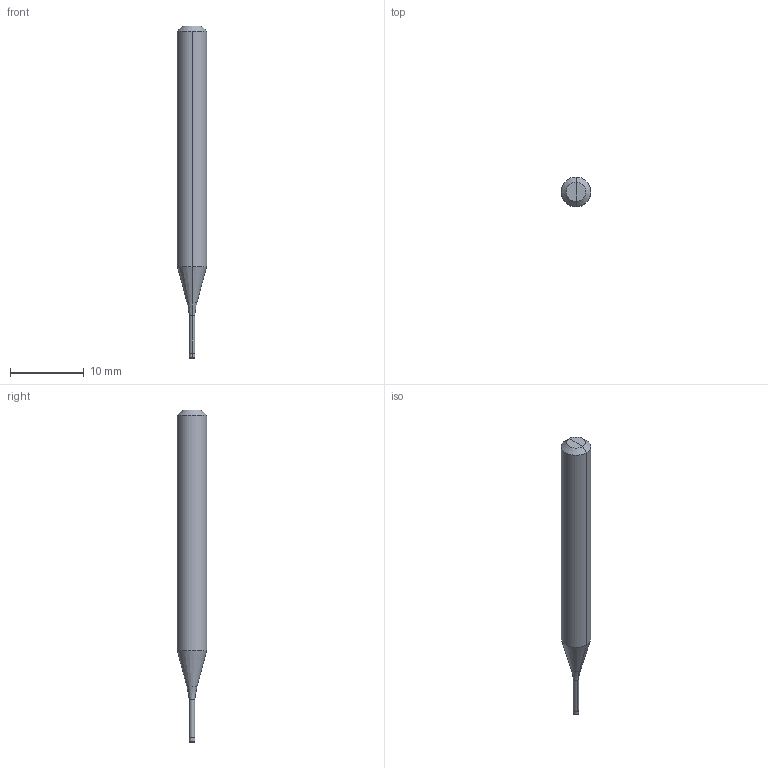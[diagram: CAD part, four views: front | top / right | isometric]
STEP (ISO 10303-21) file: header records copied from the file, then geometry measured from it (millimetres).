
FILE_DESCRIPTION((''),'2;1');
FILE_NAME('8557535_iso','',('ISBE GmbH'),('ISBE GmbH'), 'ISBE STEP IO v1.1','originating_system','authorisation');
FILE_SCHEMA(('AUTOMOTIVE_DESIGN { 1 2 10303 214 0 1 1 1 }'));
Length unit declared in the file: millimetre
Products named in the file (4): CUT0; NOCUT0; RootObj; WIRE
Assembly tree (2 placements, depth 2):
  RootObj
    CUT0
    NOCUT0
  WIRE
Bounding box: 4 x 4 x 45 mm (x, y, z)
Volume: 440.9 mm3; surface area: 479.9 mm2
Topology: 2 solids, 2 shells, 22 faces, 43 edges, 28 vertices
Faces by surface type: plane 8, cylinder 6, revolution 4, cone 4
Entity records: 1228 total; most frequent: DIRECTION 206, CARTESIAN_POINT 183, LINE 92, VECTOR 92, ORIENTED_EDGE 80, PCURVE 80, DEFINITIONAL_REPRESENTATION 80, AXIS2_PLACEMENT_3D 51
